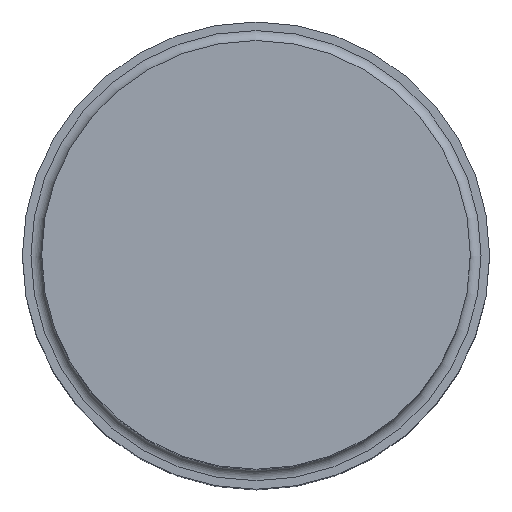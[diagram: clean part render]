
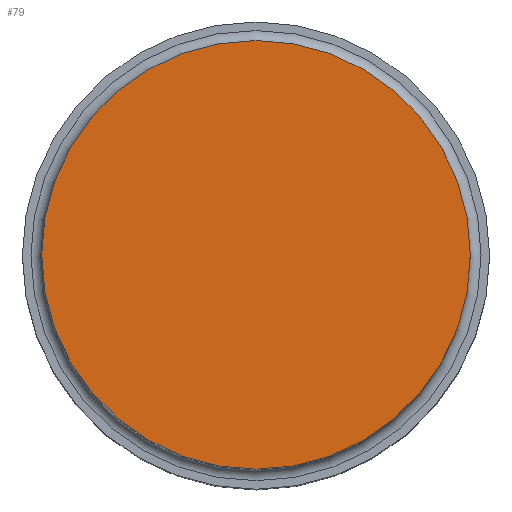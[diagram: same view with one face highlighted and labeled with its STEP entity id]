
A CAD part, top view. The second image highlights one B-rep face of the part: STEP entity #79.
In plain terms, the highlighted planar face has unit normal (0, 0, 1).
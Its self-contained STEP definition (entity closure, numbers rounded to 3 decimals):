
#24=PLANE('',#105);
#30=FACE_OUTER_BOUND('',#37,.T.);
#37=EDGE_LOOP('',(#72));
#42=CIRCLE('',#101,25.);
#47=VERTEX_POINT('',#145);
#53=EDGE_CURVE('',#47,#47,#42,.T.);
#72=ORIENTED_EDGE('',*,*,#53,.T.);
#79=ADVANCED_FACE('',(#30),#24,.T.);
#101=AXIS2_PLACEMENT_3D('',#146,#122,#123);
#105=AXIS2_PLACEMENT_3D('',#153,#132,#133);
#122=DIRECTION('center_axis',(0.,0.,1.));
#123=DIRECTION('ref_axis',(1.,0.,0.));
#132=DIRECTION('center_axis',(0.,0.,1.));
#133=DIRECTION('ref_axis',(1.,0.,0.));
#145=CARTESIAN_POINT('',(-25.,0.,50.));
#146=CARTESIAN_POINT('Origin',(0.,0.,50.));
#153=CARTESIAN_POINT('Origin',(0.,0.,50.));
